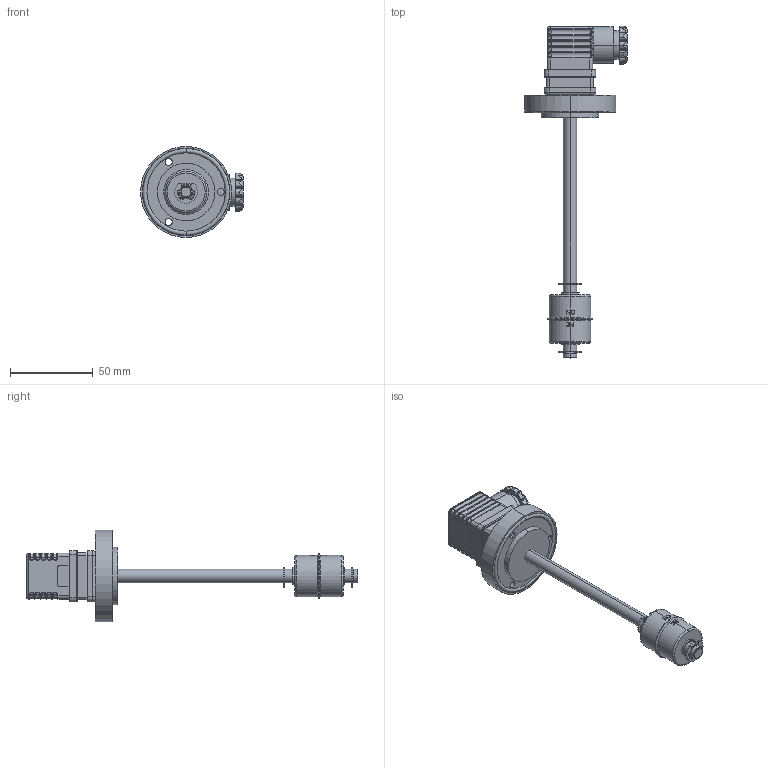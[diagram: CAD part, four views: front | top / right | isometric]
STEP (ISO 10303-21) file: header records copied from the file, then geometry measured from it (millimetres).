
FILE_DESCRIPTION (( 'STEP AP214' ), '1' );
FILE_NAME ('IMF.STEP', '2020-02-13T08:10:50', ( '' ), ( '' ), 'SwSTEP 2.0', 'SolidWorks 2019', '' );
FILE_SCHEMA (( 'AUTOMOTIVE_DESIGN' ));
Length unit declared in the file: millimetre
Products named in the file (1): IMF
Bounding box: 62.14 x 200.45 x 55 mm (x, y, z)
Surface area: 28024.1 mm2 (no closed solid volume)
Topology: 0 solids, 14 shells, 483 faces, 1465 edges, 960 vertices
Faces by surface type: cylinder 225, plane 121, bspline 71, torus 52, sphere 10, cone 4
Entity records: 25400 total; most frequent: CARTESIAN_POINT 7803, ORIENTED_EDGE 2508, DIRECTION 2464, EDGE_CURVE 1461, AXIS2_PLACEMENT_3D 966, VERTEX_POINT 960, CIRCLE 553, LINE 532
